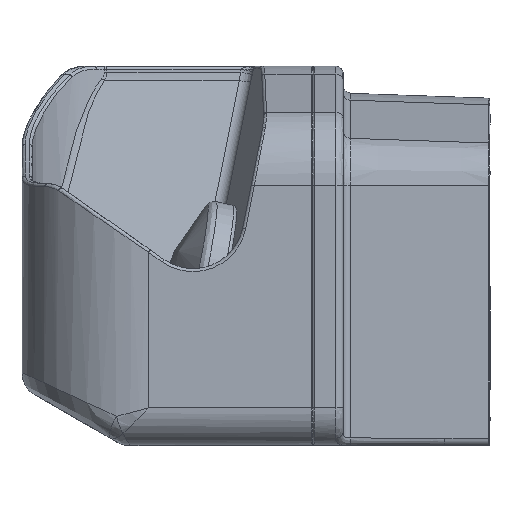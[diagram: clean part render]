
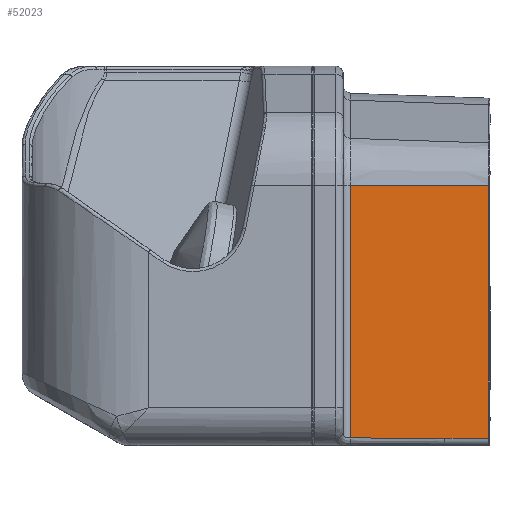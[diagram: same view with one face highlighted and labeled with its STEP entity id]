
A CAD part, left-side view. The second image highlights one B-rep face of the part: STEP entity #52023.
In plain terms, the highlighted planar face has unit normal (-0.999, -0.035, 0).
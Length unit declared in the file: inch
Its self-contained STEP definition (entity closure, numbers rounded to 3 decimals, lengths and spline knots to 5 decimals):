
#2506 = VERTEX_POINT ( 'NONE', #29613 ) ;
#2785 = DIRECTION ( 'NONE',  ( -0.035, 0.999, 0. ) ) ;
#3851 = CARTESIAN_POINT ( 'NONE',  ( -9.1412, -3.62273, 1.12179 ) ) ;
#4862 = CARTESIAN_POINT ( 'NONE',  ( -9.2163, -1.47226, 1.12179 ) ) ;
#5490 = DIRECTION ( 'NONE',  ( 0.035, -0.999, 0. ) ) ;
#6049 = ORIENTED_EDGE ( 'NONE', *, *, #37169, .F. ) ;
#7470 = PLANE ( 'NONE',  #33761 ) ;
#9663 = ORIENTED_EDGE ( 'NONE', *, *, #25114, .F. ) ;
#9950 = EDGE_CURVE ( 'NONE', #2506, #41223, #23742, .T. ) ;
#13694 = EDGE_CURVE ( 'NONE', #26192, #31701, #17691, .T. ) ;
#14304 = CARTESIAN_POINT ( 'NONE',  ( -9.2163, -1.47226, -2.80711 ) ) ;
#15186 = DIRECTION ( 'NONE',  ( -0.035, 0.999, 0. ) ) ;
#15833 = CARTESIAN_POINT ( 'NONE',  ( -9.2163, -1.47226, -2.80711 ) ) ;
#16326 = CARTESIAN_POINT ( 'NONE',  ( -9.14054, -3.64173, 1.12179 ) ) ;
#17691 = LINE ( 'NONE', #43515, #22780 ) ;
#22547 = DIRECTION ( 'NONE',  ( 0., 0., 1. ) ) ;
#22780 = VECTOR ( 'NONE', #5490, 39.37008 ) ;
#23211 = B_SPLINE_CURVE_WITH_KNOTS ( 'NONE', 3,
 ( #33554, #29110, #50469, #15833 ),
 .UNSPECIFIED., .F., .F.,
 ( 4, 4 ),
 ( 0., 1. ),
 .UNSPECIFIED. ) ;
#23396 = CARTESIAN_POINT ( 'NONE',  ( -9.1412, -3.62273, 1.12179 ) ) ;
#23742 = LINE ( 'NONE', #31840, #42966 ) ;
#23830 = DIRECTION ( 'NONE',  ( 0.999, 0.035, 0. ) ) ;
#23918 = VECTOR ( 'NONE', #22547, 39.37008 ) ;
#25114 = EDGE_CURVE ( 'NONE', #26251, #26192, #43666, .T. ) ;
#26192 = VERTEX_POINT ( 'NONE', #4862 ) ;
#26251 = VERTEX_POINT ( 'NONE', #14304 ) ;
#29110 = CARTESIAN_POINT ( 'NONE',  ( -9.18221, -2.44844, -2.80989 ) ) ;
#29613 = CARTESIAN_POINT ( 'NONE',  ( -9.1412, -3.62273, -2.80989 ) ) ;
#31701 = VERTEX_POINT ( 'NONE', #23396 ) ;
#31840 = CARTESIAN_POINT ( 'NONE',  ( -9.14054, -3.64173, -2.80989 ) ) ;
#33554 = CARTESIAN_POINT ( 'NONE',  ( -9.16509, -2.9387, -2.80989 ) ) ;
#33761 = AXIS2_PLACEMENT_3D ( 'NONE', #16326, #23830, #2785 ) ;
#34096 = LINE ( 'NONE', #3851, #52024 ) ;
#35071 = EDGE_CURVE ( 'NONE', #31701, #2506, #34096, .T. ) ;
#37169 = EDGE_CURVE ( 'NONE', #41223, #26251, #23211, .T. ) ;
#37412 = FACE_OUTER_BOUND ( 'NONE', #48522, .T. ) ;
#37425 = DIRECTION ( 'NONE',  ( 0., 0., -1. ) ) ;
#37583 = ORIENTED_EDGE ( 'NONE', *, *, #13694, .F. ) ;
#38223 = ORIENTED_EDGE ( 'NONE', *, *, #9950, .F. ) ;
#41223 = VERTEX_POINT ( 'NONE', #49660 ) ;
#42966 = VECTOR ( 'NONE', #15186, 39.37008 ) ;
#43515 = CARTESIAN_POINT ( 'NONE',  ( -9.2163, -1.47226, 1.12179 ) ) ;
#43666 = LINE ( 'NONE', #48352, #23918 ) ;
#48352 = CARTESIAN_POINT ( 'NONE',  ( -9.2163, -1.47226, 1.12179 ) ) ;
#48522 = EDGE_LOOP ( 'NONE', ( #49214, #37583, #9663, #6049, #38223 ) ) ;
#49214 = ORIENTED_EDGE ( 'NONE', *, *, #35071, .F. ) ;
#49660 = CARTESIAN_POINT ( 'NONE',  ( -9.16509, -2.9387, -2.80989 ) ) ;
#50469 = CARTESIAN_POINT ( 'NONE',  ( -9.19933, -1.95819, -2.80896 ) ) ;
#52023 = ADVANCED_FACE ( 'NONE', ( #37412 ), #7470, .F. ) ;
#52024 = VECTOR ( 'NONE', #37425, 39.37008 ) ;
